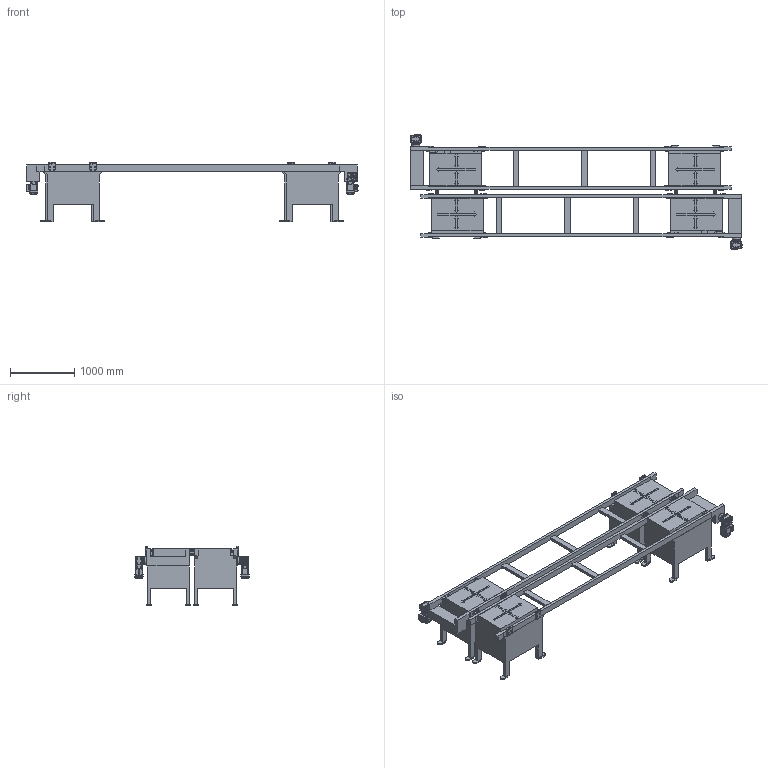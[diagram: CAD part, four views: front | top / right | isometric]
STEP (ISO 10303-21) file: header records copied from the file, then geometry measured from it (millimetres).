
FILE_DESCRIPTION(('STEP AP203'),'1');
FILE_NAME('Hippodrome 5000 palette 600.stp','2025-07-21T10:19:01',(' '),(' '),'Spatial InterOp 3D',' ',' ');
FILE_SCHEMA(('CONFIG_CONTROL_DESIGN'));
Length unit declared in the file: millimetre
Products named in the file (1): Hippodrome 5000 palette 600
Bounding box: 5179.5 x 1787.82 x 933.5 mm (x, y, z)
Surface area: 22012736.8 mm2 (no closed solid volume)
Topology: 0 solids, 137 shells, 1904 faces, 6629 edges, 4801 vertices
Faces by surface type: plane 1313, cylinder 417, bspline 86, cone 82, revolution 6
Full cylindrical faces by diameter (mm): 6 x1, 9 x16, 11 x32, 11.5 x2, 13 x22, 14 x4, 16 x28, 20 x2, 28 x2, 30 x2, 120 x4
Entity records: 74875 total; most frequent: CARTESIAN_POINT 18564, DIRECTION 11336, ORIENTED_EDGE 10793, EDGE_CURVE 6484, VERTEX_POINT 4773, LINE 4652, VECTOR 4652, AXIS2_PLACEMENT_3D 3339
